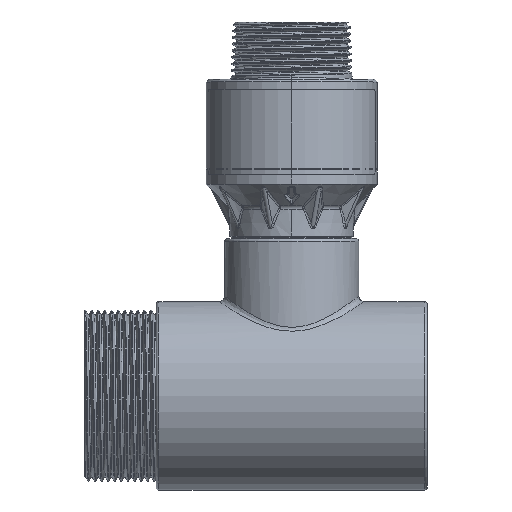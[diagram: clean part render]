
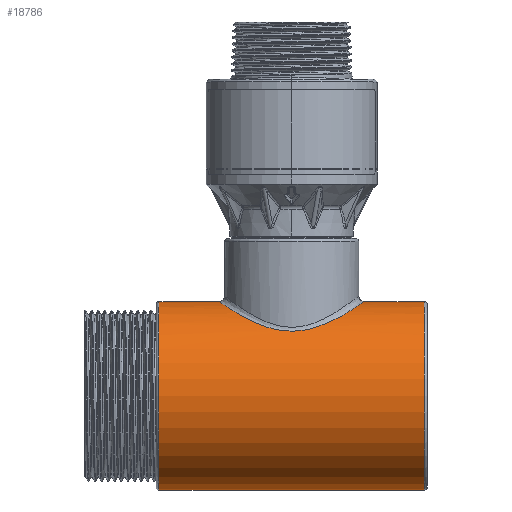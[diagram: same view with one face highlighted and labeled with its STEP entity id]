
A CAD part, top view. The second image highlights one B-rep face of the part: STEP entity #18786.
In plain terms, the highlighted cylindrical face has radius 33 mm (diameter 66 mm), a partial arc.
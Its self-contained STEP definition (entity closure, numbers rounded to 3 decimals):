
#12745=CARTESIAN_POINT('',(1.,0.,0.));
#12746=DIRECTION('',(-1.,0.,0.));
#12747=DIRECTION('',(0.,-1.,0.));
#12748=AXIS2_PLACEMENT_3D('',#12745,#12746,#12747);
#12750=CARTESIAN_POINT('',(22.,33.,0.));
#12751=CARTESIAN_POINT('',(22.,33.,
0.64));
#12752=CARTESIAN_POINT('',(22.057,32.961,1.951));
#12753=CARTESIAN_POINT('',(22.304,32.791,3.896));
#12754=CARTESIAN_POINT('',(22.799,32.455,6.13));
#12755=CARTESIAN_POINT('',(23.605,31.912,8.534));
#12756=CARTESIAN_POINT('',(24.816,31.114,11.115));
#12757=CARTESIAN_POINT('',(26.511,30.032,13.784));
#12758=CARTESIAN_POINT('',(28.831,28.626,16.519));
#12759=CARTESIAN_POINT('',(31.862,26.947,19.122));
#12760=CARTESIAN_POINT('',(35.196,25.356,21.158));
#12761=CARTESIAN_POINT('',(38.431,24.113,22.546));
#12762=CARTESIAN_POINT('',(41.535,23.238,23.437));
#12763=CARTESIAN_POINT('',(44.511,22.723,23.932));
#12764=CARTESIAN_POINT('',(47.485,22.545,24.098));
#12765=CARTESIAN_POINT('',(50.514,22.721,23.934));
#12766=CARTESIAN_POINT('',(53.682,23.28,23.396));
#12767=CARTESIAN_POINT('',(57.062,24.269,22.385));
#12768=CARTESIAN_POINT('',(60.681,25.74,20.704));
#12769=CARTESIAN_POINT('',(63.95,27.383,18.488));
#12770=CARTESIAN_POINT('',(66.501,28.827,16.139));
#12771=CARTESIAN_POINT('',(68.494,30.038,13.749));
#12772=CARTESIAN_POINT('',(70.024,31.011,11.376));
#12773=CARTESIAN_POINT('',(71.163,31.758,9.067));
#12774=CARTESIAN_POINT('',(71.958,32.29,6.915));
#12775=CARTESIAN_POINT('',(72.502,32.659,4.881));
#12776=CARTESIAN_POINT('',(72.882,32.919,2.696));
#12777=CARTESIAN_POINT('',(73.,33.,
0.936));
#12778=CARTESIAN_POINT('',(73.,33.,0.));
#12780=CARTESIAN_POINT('',(94.,0.,0.));
#12781=DIRECTION('',(1.,0.,0.));
#12782=DIRECTION('',(0.,1.,0.));
#12783=AXIS2_PLACEMENT_3D('',#12780,#12781,#12782);
#12785=DIRECTION('',(-1.,0.,0.));
#12786=VECTOR('',#12785,93.);
#12787=CARTESIAN_POINT('',(94.,-33.,0.));
#12788=LINE('',#12787,#12786);
#12809=DIRECTION('',(-1.,0.,0.));
#12810=VECTOR('',#12809,21.);
#12811=CARTESIAN_POINT('',(94.,33.,0.));
#12812=LINE('',#12811,#12810);
#12813=CARTESIAN_POINT('',(73.,33.,0.));
#12841=CARTESIAN_POINT('',(22.,33.,0.));
#12843=DIRECTION('',(-1.,0.,0.));
#12844=VECTOR('',#12843,21.);
#12845=CARTESIAN_POINT('',(22.,33.,0.));
#12846=LINE('',#12845,#12844);
#13137=VERTEX_POINT('',#12813);
#13138=VERTEX_POINT('',#12841);
#13153=CARTESIAN_POINT('',(1.,33.,0.));
#13154=CARTESIAN_POINT('',(1.,-33.,0.));
#13155=VERTEX_POINT('',#13153);
#13156=VERTEX_POINT('',#13154);
#13161=CARTESIAN_POINT('',(94.,-33.,0.));
#13162=CARTESIAN_POINT('',(94.,33.,0.));
#13163=VERTEX_POINT('',#13161);
#13164=VERTEX_POINT('',#13162);
#18768=CARTESIAN_POINT('',(99.75,0.,0.));
#18769=DIRECTION('',(-1.,0.,0.));
#18770=DIRECTION('',(0.,1.,0.));
#18771=AXIS2_PLACEMENT_3D('',#18768,#18769,#18770);
#18772=CYLINDRICAL_SURFACE('',#18771,33.);
#18774=ORIENTED_EDGE('',*,*,#18773,.T.);
#18776=ORIENTED_EDGE('',*,*,#18775,.F.);
#18778=ORIENTED_EDGE('',*,*,#18777,.T.);
#18780=ORIENTED_EDGE('',*,*,#18779,.F.);
#18781=ORIENTED_EDGE('',*,*,#18762,.T.);
#18783=ORIENTED_EDGE('',*,*,#18782,.T.);
#18784=EDGE_LOOP('',(#18774,#18776,#18778,#18780,#18781,#18783));
#18785=FACE_OUTER_BOUND('',#18784,.F.);
#18786=ADVANCED_FACE('',(#18785),#18772,.T.);
#12749=CIRCLE('',#12748,33.);
#12779=B_SPLINE_CURVE_WITH_KNOTS('',3,(#12750,#12751,#12752,#12753,#12754,
#12755,#12756,#12757,#12758,#12759,#12760,#12761,#12762,#12763,#12764,#12765,
#12766,#12767,#12768,#12769,#12770,#12771,#12772,#12773,#12774,#12775,#12776,
#12777,#12778),.UNSPECIFIED.,.F.,.F.,(4,1,1,1,1,1,1,1,1,1,1,1,1,1,1,1,1,1,1,1,1,
1,1,1,1,1,4),(0.,0.038,0.077,0.115,
0.154,0.192,0.231,0.269,
0.308,0.346,0.385,0.423,
0.462,0.5,0.538,0.577,0.615,
0.654,0.692,0.731,0.769,
0.808,0.846,0.885,0.923,
0.962,1.),.UNSPECIFIED.);
#12784=CIRCLE('',#12783,33.);
#18762=EDGE_CURVE('',#13164,#13163,#12784,.T.);
#18773=EDGE_CURVE('',#13156,#13155,#12749,.T.);
#18775=EDGE_CURVE('',#13138,#13155,#12846,.T.);
#18777=EDGE_CURVE('',#13138,#13137,#12779,.T.);
#18779=EDGE_CURVE('',#13164,#13137,#12812,.T.);
#18782=EDGE_CURVE('',#13163,#13156,#12788,.T.);
